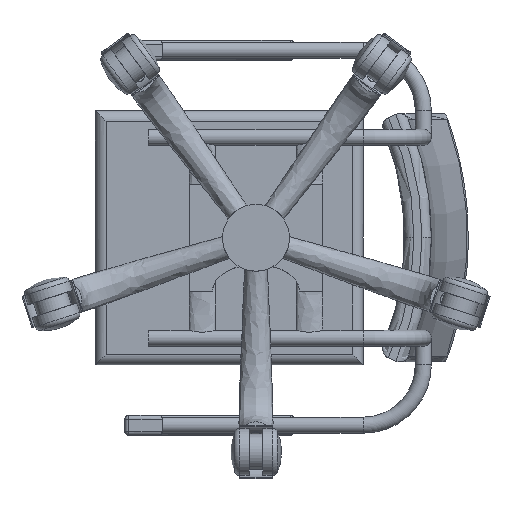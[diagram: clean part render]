
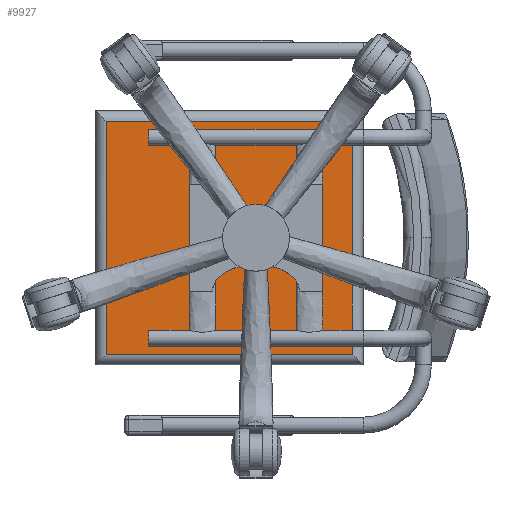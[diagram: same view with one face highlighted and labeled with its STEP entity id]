
A CAD part, front view. The second image highlights one B-rep face of the part: STEP entity #9927.
In plain terms, the highlighted planar face has unit normal (0, -1, 0).
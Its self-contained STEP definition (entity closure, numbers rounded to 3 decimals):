
#9888=CARTESIAN_POINT('',(-120.0,170.0,95.0));
#9889=DIRECTION('',(0.0,-1.0,0.0));
#9890=DIRECTION('',(0.0,0.0,-1.0));
#9891=AXIS2_PLACEMENT_3D('',#9888,#9889,#9890);
#9892=PLANE('',#9891);
#9893=CARTESIAN_POINT('',(72.0,170.0,87.0));
#9894=VERTEX_POINT('',#9893);
#9895=CARTESIAN_POINT('',(-112.0,170.0,87.0));
#9896=VERTEX_POINT('',#9895);
#9897=CARTESIAN_POINT('',(72.0,170.0,87.0));
#9898=DIRECTION('',(-1.0,-0.0,0.0));
#9899=VECTOR('',#9898,184.0);
#9900=LINE('',#9897,#9899);
#9901=EDGE_CURVE('',#9894,#9896,#9900,.T.);
#9902=ORIENTED_EDGE('',*,*,#9901,.T.);
#9903=CARTESIAN_POINT('',(-112.0,170.0,-87.0));
#9904=VERTEX_POINT('',#9903);
#9905=CARTESIAN_POINT('',(-112.0,170.0,87.0));
#9906=DIRECTION('',(0.0,0.0,-1.0));
#9907=VECTOR('',#9906,174.0);
#9908=LINE('',#9905,#9907);
#9909=EDGE_CURVE('',#9896,#9904,#9908,.T.);
#9910=ORIENTED_EDGE('',*,*,#9909,.T.);
#9911=CARTESIAN_POINT('',(72.0,170.0,-87.0));
#9912=VERTEX_POINT('',#9911);
#9913=CARTESIAN_POINT('',(-112.0,170.0,-87.0));
#9914=DIRECTION('',(1.0,0.0,-0.0));
#9915=VECTOR('',#9914,184.0);
#9916=LINE('',#9913,#9915);
#9917=EDGE_CURVE('',#9904,#9912,#9916,.T.);
#9918=ORIENTED_EDGE('',*,*,#9917,.T.);
#9919=CARTESIAN_POINT('',(72.0,170.0,-87.0));
#9920=DIRECTION('',(-0.0,-0.0,1.0));
#9921=VECTOR('',#9920,174.0);
#9922=LINE('',#9919,#9921);
#9923=EDGE_CURVE('',#9912,#9894,#9922,.T.);
#9924=ORIENTED_EDGE('',*,*,#9923,.T.);
#9925=EDGE_LOOP('',(#9902,#9910,#9918,#9924));
#9926=FACE_BOUND('',#9925,.T.);
#9927=ADVANCED_FACE('',(#9926),#9892,.T.);
